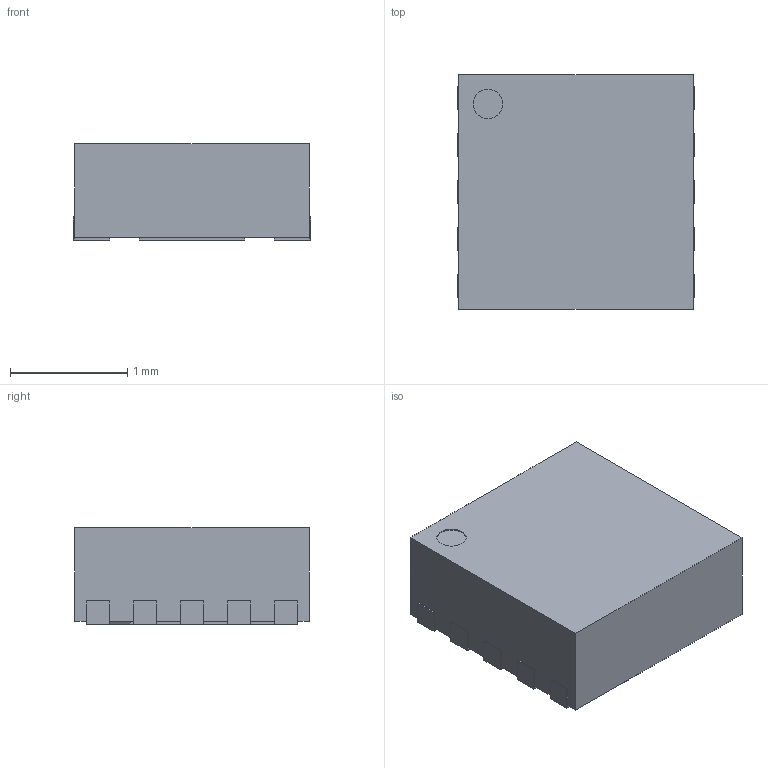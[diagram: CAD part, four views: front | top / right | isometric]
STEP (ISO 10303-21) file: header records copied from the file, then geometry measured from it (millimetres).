
FILE_DESCRIPTION(('FreeCAD Model'),'2;1');
FILE_NAME( 'WSON10-2x2mm-EP.step', '2020-04-03T21:17:35',('Author'),(''), 'Open CASCADE STEP processor 7.3','FreeCAD','Unknown');
FILE_SCHEMA(('AUTOMOTIVE_DESIGN { 1 0 10303 214 1 1 1 1 }'));
Length unit declared in the file: millimetre
Products named in the file (1): Pocket
Bounding box: 2.02 x 2 x 0.82 mm (x, y, z)
Volume: 3.3 mm3; surface area: 14.9 mm2
Topology: 1 solids, 1 shells, 105 faces, 263 edges, 162 vertices
Faces by surface type: plane 104, cylinder 1
Full cylindrical faces by diameter (mm): 0.25 x1
Entity records: 7189 total; most frequent: CARTESIAN_POINT 1063, DIRECTION 1002, LINE 785, VECTOR 785, ORIENTED_EDGE 526, PCURVE 526, DEFINITIONAL_REPRESENTATION 526, EDGE_CURVE 263
